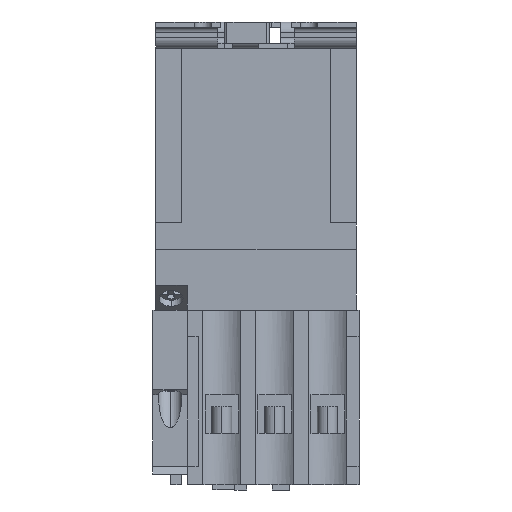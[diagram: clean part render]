
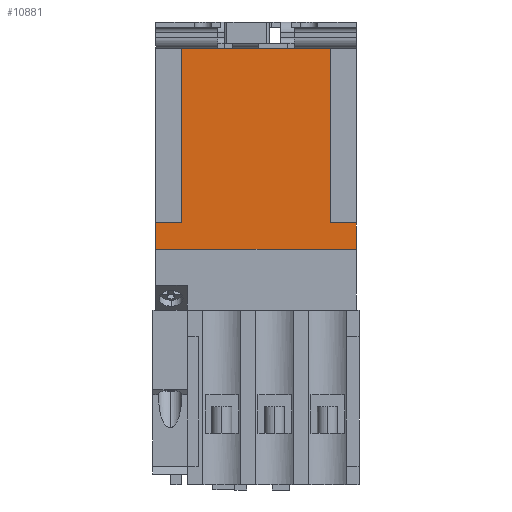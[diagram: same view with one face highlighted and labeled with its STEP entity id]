
A CAD part, left-side view. The second image highlights one B-rep face of the part: STEP entity #10881.
In plain terms, the highlighted planar face has unit normal (-1, 0, 0).
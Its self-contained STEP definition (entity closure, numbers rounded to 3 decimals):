
#54 = EDGE_CURVE ( 'NONE', #13740, #6477, #9178, .T. ) ;
#107 = LINE ( 'NONE', #3517, #3863 ) ;
#137 = ORIENTED_EDGE ( 'NONE', *, *, #54, .T. ) ;
#173 = DIRECTION ( 'NONE',  ( 0., 0., -1. ) ) ;
#262 = VECTOR ( 'NONE', #10163, 1000. ) ;
#296 = ORIENTED_EDGE ( 'NONE', *, *, #3924, .T. ) ;
#785 = LINE ( 'NONE', #3371, #10048 ) ;
#1248 = VECTOR ( 'NONE', #10198, 1000. ) ;
#1870 = CARTESIAN_POINT ( 'NONE',  ( -37.5, 38., 0. ) ) ;
#2147 = FACE_OUTER_BOUND ( 'NONE', #12659, .T. ) ;
#2546 = ORIENTED_EDGE ( 'NONE', *, *, #3529, .F. ) ;
#2586 = ORIENTED_EDGE ( 'NONE', *, *, #10324, .T. ) ;
#2587 = EDGE_CURVE ( 'NONE', #6477, #3602, #11904, .T. ) ;
#2819 = EDGE_CURVE ( 'NONE', #5461, #13322, #11380, .T. ) ;
#2828 = VECTOR ( 'NONE', #2979, 1000. ) ;
#2979 = DIRECTION ( 'NONE',  ( 0., 1., 0. ) ) ;
#3157 = VECTOR ( 'NONE', #12772, 1000. ) ;
#3289 = LINE ( 'NONE', #5918, #1248 ) ;
#3371 = CARTESIAN_POINT ( 'NONE',  ( -37.5, -54., -66. ) ) ;
#3398 = VERTEX_POINT ( 'NONE', #10981 ) ;
#3517 = CARTESIAN_POINT ( 'NONE',  ( -37.5, 38., -66. ) ) ;
#3529 = EDGE_CURVE ( 'NONE', #8671, #9061, #3289, .T. ) ;
#3602 = VERTEX_POINT ( 'NONE', #7182 ) ;
#3799 = ORIENTED_EDGE ( 'NONE', *, *, #13152, .T. ) ;
#3863 = VECTOR ( 'NONE', #173, 1000. ) ;
#3924 = EDGE_CURVE ( 'NONE', #3398, #5461, #4667, .T. ) ;
#3980 = CARTESIAN_POINT ( 'NONE',  ( -37.5, -28., -66. ) ) ;
#4238 = CARTESIAN_POINT ( 'NONE',  ( -37.5, -38., -66. ) ) ;
#4433 = PLANE ( 'NONE',  #11765 ) ;
#4494 = ORIENTED_EDGE ( 'NONE', *, *, #13800, .F. ) ;
#4645 = CARTESIAN_POINT ( 'NONE',  ( -37.5, -54., -76. ) ) ;
#4667 = LINE ( 'NONE', #12092, #10683 ) ;
#5461 = VERTEX_POINT ( 'NONE', #10202 ) ;
#5918 = CARTESIAN_POINT ( 'NONE',  ( -37.5, -38., 10. ) ) ;
#6303 = LINE ( 'NONE', #11263, #12270 ) ;
#6393 = CARTESIAN_POINT ( 'NONE',  ( -37.5, 38., -76. ) ) ;
#6477 = VERTEX_POINT ( 'NONE', #6542 ) ;
#6542 = CARTESIAN_POINT ( 'NONE',  ( -37.5, -12., 0. ) ) ;
#6853 = ORIENTED_EDGE ( 'NONE', *, *, #9987, .F. ) ;
#6876 = DIRECTION ( 'NONE',  ( 1., 0., 0. ) ) ;
#7182 = CARTESIAN_POINT ( 'NONE',  ( -37.5, 12., 0. ) ) ;
#7250 = ORIENTED_EDGE ( 'NONE', *, *, #2587, .T. ) ;
#7277 = ORIENTED_EDGE ( 'NONE', *, *, #2819, .T. ) ;
#8265 = DIRECTION ( 'NONE',  ( 0., 0., -1. ) ) ;
#8433 = CARTESIAN_POINT ( 'NONE',  ( -37.5, -38., -76. ) ) ;
#8671 = VERTEX_POINT ( 'NONE', #4238 ) ;
#8836 = VECTOR ( 'NONE', #12627, 1000. ) ;
#8894 = CARTESIAN_POINT ( 'NONE',  ( -37.5, -54., -66. ) ) ;
#9061 = VERTEX_POINT ( 'NONE', #8433 ) ;
#9178 = LINE ( 'NONE', #1870, #8836 ) ;
#9236 = VERTEX_POINT ( 'NONE', #6393 ) ;
#9348 = VECTOR ( 'NONE', #12071, 1000. ) ;
#9585 = CARTESIAN_POINT ( 'NONE',  ( -37.5, 38., 0. ) ) ;
#9729 = LINE ( 'NONE', #9585, #2828 ) ;
#9987 = EDGE_CURVE ( 'NONE', #9061, #9236, #11942, .T. ) ;
#10048 = VECTOR ( 'NONE', #12187, 1000. ) ;
#10163 = DIRECTION ( 'NONE',  ( 0., 1., 0. ) ) ;
#10198 = DIRECTION ( 'NONE',  ( 0., 0., -1. ) ) ;
#10202 = CARTESIAN_POINT ( 'NONE',  ( -37.5, 28., -66. ) ) ;
#10322 = CARTESIAN_POINT ( 'NONE',  ( -37.5, 38., -72. ) ) ;
#10324 = EDGE_CURVE ( 'NONE', #8671, #11573, #785, .T. ) ;
#10652 = EDGE_CURVE ( 'NONE', #3602, #3398, #9729, .T. ) ;
#10683 = VECTOR ( 'NONE', #13173, 1000. ) ;
#10881 = ADVANCED_FACE ( 'NONE', ( #2147 ), #4433, .F. ) ;
#10981 = CARTESIAN_POINT ( 'NONE',  ( -37.5, 28., 0. ) ) ;
#11263 = CARTESIAN_POINT ( 'NONE',  ( -37.5, -28., 0. ) ) ;
#11380 = LINE ( 'NONE', #8894, #9348 ) ;
#11420 = CARTESIAN_POINT ( 'NONE',  ( -37.5, 38., -66. ) ) ;
#11573 = VERTEX_POINT ( 'NONE', #3980 ) ;
#11673 = ORIENTED_EDGE ( 'NONE', *, *, #10652, .T. ) ;
#11765 = AXIS2_PLACEMENT_3D ( 'NONE', #10322, #6876, #12309 ) ;
#11904 = LINE ( 'NONE', #13731, #3157 ) ;
#11942 = LINE ( 'NONE', #4645, #262 ) ;
#12071 = DIRECTION ( 'NONE',  ( 0., 1., 0. ) ) ;
#12092 = CARTESIAN_POINT ( 'NONE',  ( -37.5, 28., 0. ) ) ;
#12187 = DIRECTION ( 'NONE',  ( 0., 1., 0. ) ) ;
#12270 = VECTOR ( 'NONE', #8265, 1000. ) ;
#12309 = DIRECTION ( 'NONE',  ( 0., 1., 0. ) ) ;
#12627 = DIRECTION ( 'NONE',  ( 0., 1., 0. ) ) ;
#12659 = EDGE_LOOP ( 'NONE', ( #296, #7277, #3799, #6853, #2546, #2586, #4494, #137, #7250, #11673 ) ) ;
#12772 = DIRECTION ( 'NONE',  ( 0., 1., 0. ) ) ;
#13152 = EDGE_CURVE ( 'NONE', #13322, #9236, #107, .T. ) ;
#13173 = DIRECTION ( 'NONE',  ( 0., 0., -1. ) ) ;
#13322 = VERTEX_POINT ( 'NONE', #11420 ) ;
#13571 = CARTESIAN_POINT ( 'NONE',  ( -37.5, -28., 0. ) ) ;
#13731 = CARTESIAN_POINT ( 'NONE',  ( -37.5, 38., 0. ) ) ;
#13740 = VERTEX_POINT ( 'NONE', #13571 ) ;
#13800 = EDGE_CURVE ( 'NONE', #13740, #11573, #6303, .T. ) ;
